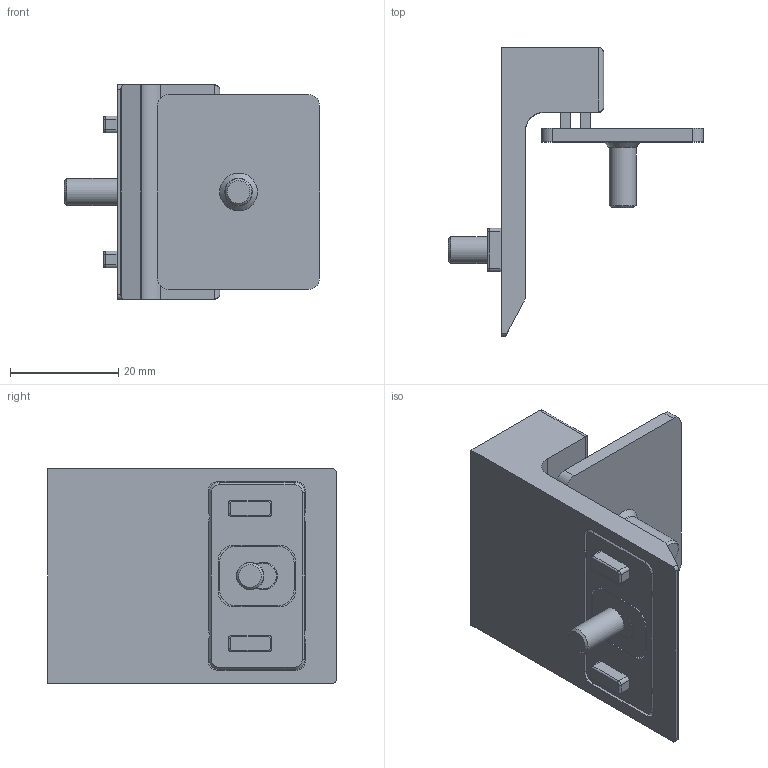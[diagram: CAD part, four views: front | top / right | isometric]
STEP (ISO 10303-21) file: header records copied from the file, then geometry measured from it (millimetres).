
FILE_DESCRIPTION(/* description */ ('Magnet-Türanschlag'),/* implementation_level */ '2;1');
FILE_NAME(/* name */ '402350401 Magnet-Türanschlag.stp',/* time_stamp */ '2020-07-13T16:36:02+02:00',/* author */ ('wheldmann'),/* organization */ (''),/* preprocessor_version */ 'ST-DEVELOPER v17.2',/* originating_system */ 'Autodesk Inventor 2019',/* authorisation */ ' ');
FILE_SCHEMA (('AUTOMOTIVE_DESIGN { 1 0 10303 214 3 1 1 }'));
Length unit declared in the file: millimetre
Products named in the file (6): 402350401; Magnet-Türanschlag Grundkörper; Türanschlag Zentrierhilfe; Türanschlag Zentrierplatte; 402150235; Anschlagplättchen
Assembly tree (6 placements, depth 2):
  402350401
    Magnet-Türanschlag Grundkörper
    Türanschlag Zentrierhilfe
    Türanschlag Zentrierplatte
    402150235  x2
    Anschlagplättchen
Bounding box: 47.24 x 53.5 x 39.7 mm (x, y, z)
Volume: 19195 mm3; surface area: 11583.5 mm2
Topology: 6 solids, 6 shells, 232 faces, 580 edges, 370 vertices
Faces by surface type: plane 107, cylinder 85, cone 17, bspline 16, torus 7
Full cylindrical faces by diameter (mm): 5 x2, 10 x2
Entity records: 6980 total; most frequent: CARTESIAN_POINT 1436, DIRECTION 1149, ORIENTED_EDGE 1092, EDGE_CURVE 546, AXIS2_PLACEMENT_3D 415, VERTEX_POINT 347, LINE 319, VECTOR 319
